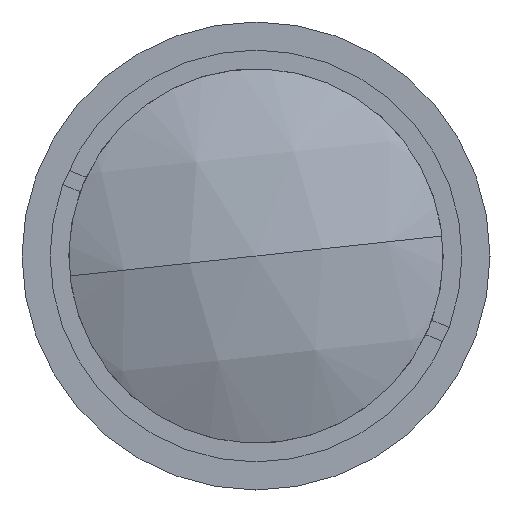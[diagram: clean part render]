
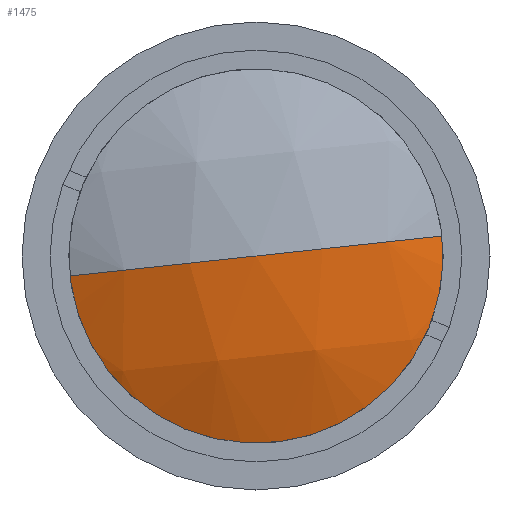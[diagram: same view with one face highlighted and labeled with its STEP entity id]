
A CAD part, left-side view. The second image highlights one B-rep face of the part: STEP entity #1475.
In plain terms, the highlighted spherical face has radius 28.98 mm.
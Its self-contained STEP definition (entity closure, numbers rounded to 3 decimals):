
#44 = CARTESIAN_POINT ( 'NONE',  ( 4.251, 12.428, -1.335 ) ) ;
#121 = CARTESIAN_POINT ( 'NONE',  ( 4.251, 0., 0. ) ) ;
#136 = SPHERICAL_SURFACE ( 'NONE', #1769, 28.98 ) ;
#192 = EDGE_CURVE ( 'NONE', #1395, #718, #913, .T. ) ;
#290 = ORIENTED_EDGE ( 'NONE', *, *, #2254, .T. ) ;
#307 = DIRECTION ( 'NONE',  ( 0., 0.107, 0.994 ) ) ;
#349 = CARTESIAN_POINT ( 'NONE',  ( 4.251, -12.428, 1.335 ) ) ;
#357 = AXIS2_PLACEMENT_3D ( 'NONE', #2104, #1056, #2275 ) ;
#363 = VERTEX_POINT ( 'NONE', #44 ) ;
#543 = EDGE_LOOP ( 'NONE', ( #290, #1314, #1464 ) ) ;
#718 = VERTEX_POINT ( 'NONE', #792 ) ;
#747 = CARTESIAN_POINT ( 'NONE',  ( 30.397, 0., 0. ) ) ;
#792 = CARTESIAN_POINT ( 'NONE',  ( 1.417, 0., 0. ) ) ;
#913 = CIRCLE ( 'NONE', #2007, 28.98 ) ;
#925 = DIRECTION ( 'NONE',  ( 0., 0.994, -0.107 ) ) ;
#1045 = CIRCLE ( 'NONE', #1520, 12.5 ) ;
#1056 = DIRECTION ( 'NONE',  ( 0., 0.107, 0.994 ) ) ;
#1091 = DIRECTION ( 'NONE',  ( 0., -0.107, -0.994 ) ) ;
#1099 = DIRECTION ( 'NONE',  ( 0., 0.994, -0.107 ) ) ;
#1116 = DIRECTION ( 'NONE',  ( 0., -0.107, -0.994 ) ) ;
#1122 = CARTESIAN_POINT ( 'NONE',  ( 30.397, 0., 0. ) ) ;
#1194 = CIRCLE ( 'NONE', #357, 28.98 ) ;
#1314 = ORIENTED_EDGE ( 'NONE', *, *, #192, .T. ) ;
#1364 = DIRECTION ( 'NONE',  ( -1., 0., 0. ) ) ;
#1395 = VERTEX_POINT ( 'NONE', #349 ) ;
#1464 = ORIENTED_EDGE ( 'NONE', *, *, #1896, .F. ) ;
#1475 = ADVANCED_FACE ( 'NONE', ( #1558 ), #136, .T. ) ;
#1520 = AXIS2_PLACEMENT_3D ( 'NONE', #121, #1364, #307 ) ;
#1558 = FACE_OUTER_BOUND ( 'NONE', #543, .T. ) ;
#1769 = AXIS2_PLACEMENT_3D ( 'NONE', #747, #1091, #925 ) ;
#1896 = EDGE_CURVE ( 'NONE', #363, #718, #1194, .T. ) ;
#2007 = AXIS2_PLACEMENT_3D ( 'NONE', #1122, #1116, #1099 ) ;
#2104 = CARTESIAN_POINT ( 'NONE',  ( 30.397, 0., 0. ) ) ;
#2254 = EDGE_CURVE ( 'NONE', #363, #1395, #1045, .T. ) ;
#2275 = DIRECTION ( 'NONE',  ( 0., -0.994, 0.107 ) ) ;
